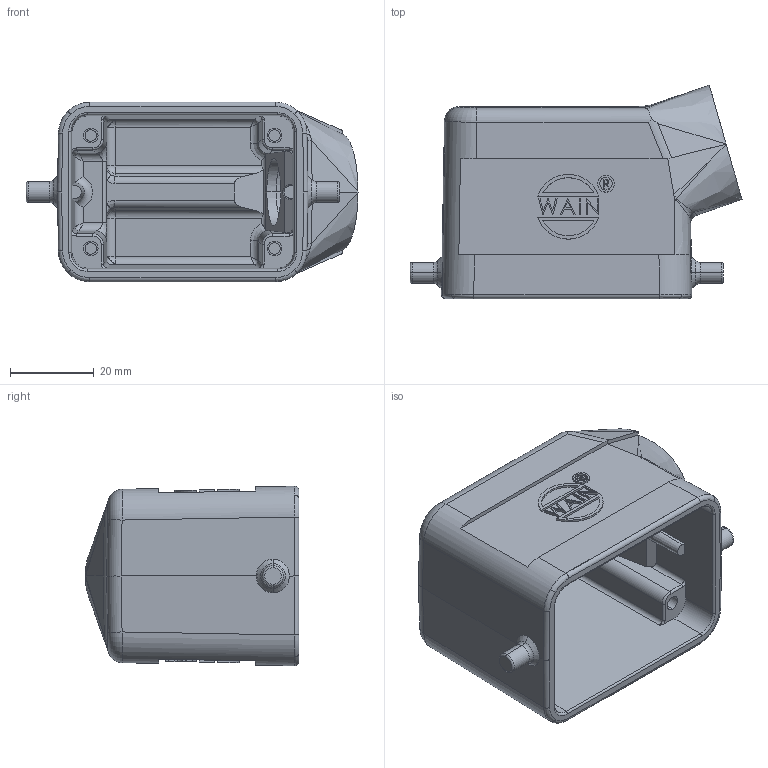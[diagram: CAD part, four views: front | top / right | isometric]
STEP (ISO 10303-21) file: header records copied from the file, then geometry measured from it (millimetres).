
FILE_DESCRIPTION((''),'2;1');
FILE_NAME('3D_1120065101002_H6B-MSE-2B-M20','2023-12-06T',('yp.zhu'),(''),'PRO/ENGINEER BY PARAMETRIC TECHNOLOGY CORPORATION, 2012480','PRO/ENGINEER BY PARAMETRIC TECHNOLOGY CORPORATION, 2012480','');
FILE_SCHEMA(('CONFIG_CONTROL_DESIGN'));
Length unit declared in the file: millimetre
Products named in the file (1): 3D_1120065101002_H6B-MSE-2B-M20
Bounding box: 79.46 x 51.18 x 42.96 mm (x, y, z)
Volume: 43985.7 mm3; surface area: 22470.4 mm2
Topology: 1 solids, 1 shells, 437 faces, 1082 edges, 677 vertices
Faces by surface type: plane 218, cylinder 123, bspline 61, torus 11, cone 10, extrusion 10, sphere 4
Entity records: 16567 total; most frequent: CARTESIAN_POINT 6724, ORIENTED_EDGE 2148, DIRECTION 1793, EDGE_CURVE 1074, VERTEX_POINT 677, VECTOR 643, LINE 633, AXIS2_PLACEMENT_3D 575
